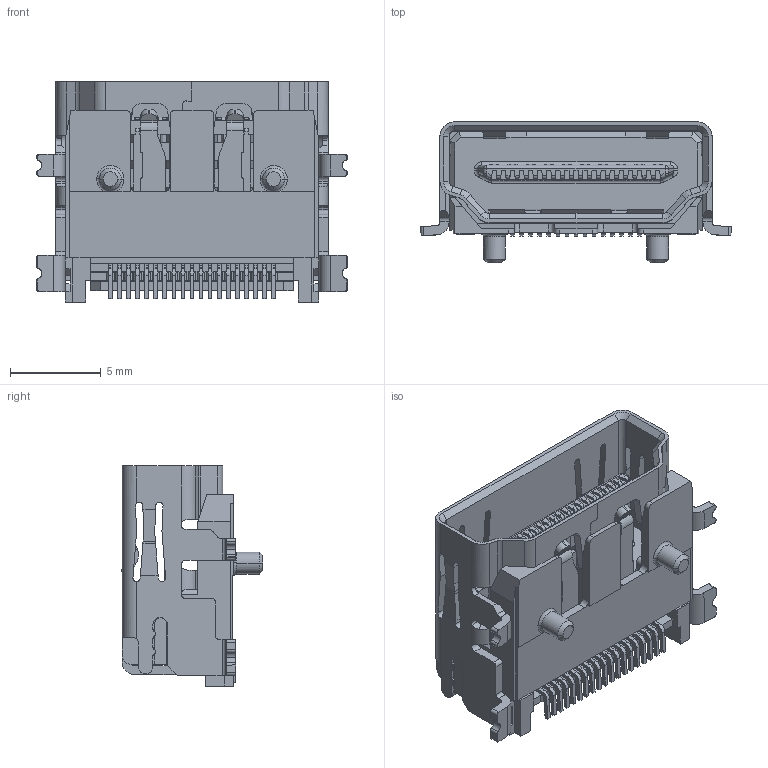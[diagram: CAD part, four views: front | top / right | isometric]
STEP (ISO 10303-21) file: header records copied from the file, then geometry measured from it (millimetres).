
FILE_DESCRIPTION (( 'STEP AP214' ), '1' );
FILE_NAME ('Customer-P(671)A19.STEP', '2020-06-03T14:57:00', ( '' ), ( '' ), 'SwSTEP 2.0', 'SolidWorks 2018', '' );
FILE_SCHEMA (( 'AUTOMOTIVE_DESIGN' ));
Length unit declared in the file: millimetre
Products named in the file (2): Customer-P(671)A19
Bounding box: 17.14 x 7.83 x 12.14 mm (x, y, z)
Volume: 488.3 mm3; surface area: 1800.2 mm2
Topology: 2 solids, 4 shells, 2009 faces, 5818 edges, 3768 vertices
Faces by surface type: plane 1481, cylinder 400, bspline 72, cone 30, torus 16, sphere 10
Entity records: 71902 total; most frequent: CARTESIAN_POINT 15438, ORIENTED_EDGE 11626, DIRECTION 10167, EDGE_CURVE 5813, LINE 4655, VECTOR 4655, VERTEX_POINT 3768, AXIS2_PLACEMENT_3D 2756
